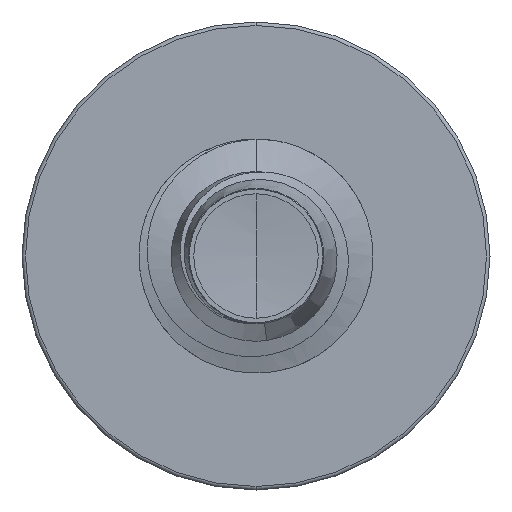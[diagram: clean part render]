
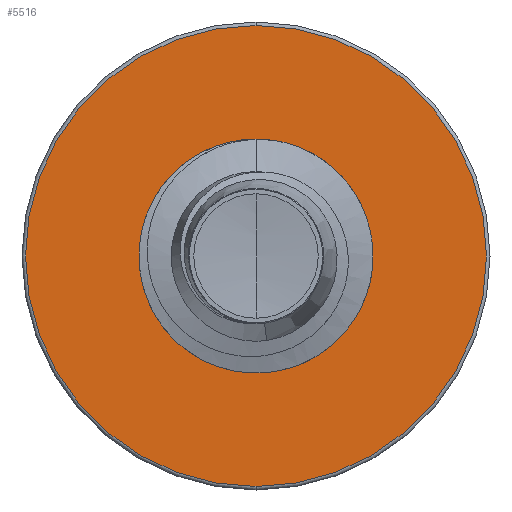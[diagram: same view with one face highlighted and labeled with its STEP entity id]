
A CAD part, front view. The second image highlights one B-rep face of the part: STEP entity #5516.
In plain terms, the highlighted planar face has unit normal (0, -1, 0).
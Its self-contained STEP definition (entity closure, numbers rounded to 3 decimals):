
#154 = AXIS2_PLACEMENT_3D ( 'NONE', #1218, #1217, #1209 ) ;
#583 = ORIENTED_EDGE ( 'NONE', *, *, #3287, .T. ) ;
#949 = DIRECTION ( 'NONE',  ( 0., 0., 1. ) ) ;
#956 = DIRECTION ( 'NONE',  ( 0., 1., 0. ) ) ;
#966 = CARTESIAN_POINT ( 'NONE',  ( 0., 1.75, 0. ) ) ;
#1183 = ORIENTED_EDGE ( 'NONE', *, *, #2984, .F. ) ;
#1209 = DIRECTION ( 'NONE',  ( 0., 0., 1. ) ) ;
#1217 = DIRECTION ( 'NONE',  ( 0., 1., 0. ) ) ;
#1218 = CARTESIAN_POINT ( 'NONE',  ( 0., 1.75, 0. ) ) ;
#1264 = VERTEX_POINT ( 'NONE', #6644 ) ;
#1273 = EDGE_LOOP ( 'NONE', ( #1183, #1499 ) ) ;
#1499 = ORIENTED_EDGE ( 'NONE', *, *, #3853, .F. ) ;
#1625 = ORIENTED_EDGE ( 'NONE', *, *, #3775, .T. ) ;
#1765 = VERTEX_POINT ( 'NONE', #3817 ) ;
#1981 = FACE_BOUND ( 'NONE', #2474, .T. ) ;
#2184 = DIRECTION ( 'NONE',  ( 0., 0., 1. ) ) ;
#2186 = DIRECTION ( 'NONE',  ( 0., 1., 0. ) ) ;
#2192 = CARTESIAN_POINT ( 'NONE',  ( 0., 1.75, 0. ) ) ;
#2474 = EDGE_LOOP ( 'NONE', ( #1625, #583 ) ) ;
#2563 = DIRECTION ( 'NONE',  ( 0., 0., 1. ) ) ;
#2572 = DIRECTION ( 'NONE',  ( 0., 1., 0. ) ) ;
#2601 = PLANE ( 'NONE',  #3752 ) ;
#2624 = CARTESIAN_POINT ( 'NONE',  ( 0., 1.75, -0.789 ) ) ;
#2984 = EDGE_CURVE ( 'NONE', #4995, #1264, #5416, .T. ) ;
#3287 = EDGE_CURVE ( 'NONE', #3626, #1765, #7289, .T. ) ;
#3324 = CIRCLE ( 'NONE', #7150, 1.576 ) ;
#3496 = CARTESIAN_POINT ( 'NONE',  ( 0., 1.75, -0.789 ) ) ;
#3626 = VERTEX_POINT ( 'NONE', #3496 ) ;
#3697 = CIRCLE ( 'NONE', #7414, 0.789 ) ;
#3752 = AXIS2_PLACEMENT_3D ( 'NONE', #2624, #2572, #2563 ) ;
#3775 = EDGE_CURVE ( 'NONE', #1765, #3626, #3697, .T. ) ;
#3796 = FACE_OUTER_BOUND ( 'NONE', #1273, .T. ) ;
#3817 = CARTESIAN_POINT ( 'NONE',  ( 0., 1.75, 0.789 ) ) ;
#3853 = EDGE_CURVE ( 'NONE', #1264, #4995, #3324, .T. ) ;
#4060 = DIRECTION ( 'NONE',  ( 0., 0., 1. ) ) ;
#4061 = DIRECTION ( 'NONE',  ( 0., 1., 0. ) ) ;
#4066 = CARTESIAN_POINT ( 'NONE',  ( 0., 1.75, 0. ) ) ;
#4139 = CARTESIAN_POINT ( 'NONE',  ( 0., 1.75, 1.576 ) ) ;
#4995 = VERTEX_POINT ( 'NONE', #4139 ) ;
#5416 = CIRCLE ( 'NONE', #154, 1.576 ) ;
#5516 = ADVANCED_FACE ( 'NONE', ( #3796, #1981 ), #2601, .F. ) ;
#5842 = AXIS2_PLACEMENT_3D ( 'NONE', #4066, #4061, #4060 ) ;
#6644 = CARTESIAN_POINT ( 'NONE',  ( 0., 1.75, -1.576 ) ) ;
#7150 = AXIS2_PLACEMENT_3D ( 'NONE', #966, #956, #949 ) ;
#7289 = CIRCLE ( 'NONE', #5842, 0.789 ) ;
#7414 = AXIS2_PLACEMENT_3D ( 'NONE', #2192, #2186, #2184 ) ;
